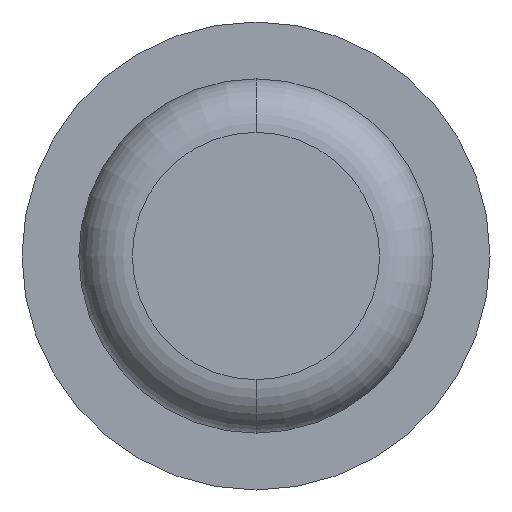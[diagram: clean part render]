
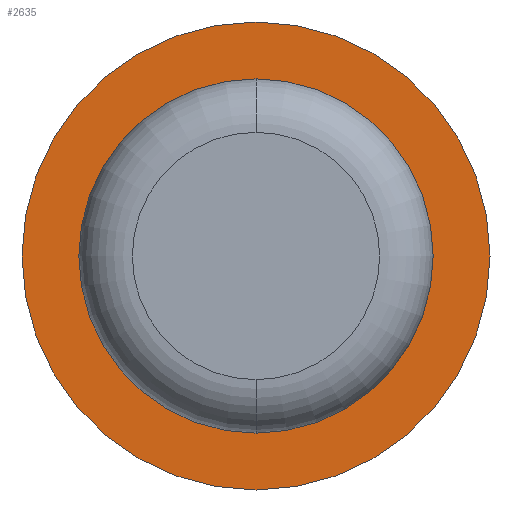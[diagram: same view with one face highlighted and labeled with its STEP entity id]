
A CAD part, front view. The second image highlights one B-rep face of the part: STEP entity #2635.
In plain terms, the highlighted planar face has unit normal (0, -1, 0).
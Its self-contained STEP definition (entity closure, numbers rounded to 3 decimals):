
#108 = DIRECTION ( 'NONE',  ( 0., 0., -1. ) ) ;
#139 = CARTESIAN_POINT ( 'NONE',  ( 0., 7.9, 0. ) ) ;
#213 = CARTESIAN_POINT ( 'NONE',  ( 0., 7.9, 0. ) ) ;
#253 = EDGE_CURVE ( 'Defeature ausgef�hrt1_2+Defeature ausgef�hrt1_3+Defeature ausgef�hrt1_3+Defeature ausgef�hrt1_3', #2474, #2207, #1773, .T. ) ;
#339 = CARTESIAN_POINT ( 'NONE',  ( 0., 7.9, -1.325 ) ) ;
#344 = VERTEX_POINT ( 'NONE', #339 ) ;
#583 = CARTESIAN_POINT ( 'NONE',  ( 0., 7.9, -1.75 ) ) ;
#605 = CIRCLE ( 'NONE', #1026, 1.325 ) ;
#633 = EDGE_CURVE ( 'Defeature ausgef�hrt1_1+Defeature ausgef�hrt1_2+Defeature ausgef�hrt1_2+Defeature ausgef�hrt1_2', #1555, #344, #988, .T. ) ;
#700 = ORIENTED_EDGE ( 'NONE', *, *, #633, .F. ) ;
#801 = DIRECTION ( 'NONE',  ( 0., -1., 0. ) ) ;
#882 = EDGE_CURVE ( 'Defeature ausgef�hrt1_2+Defeature ausgef�hrt1_3+Defeature ausgef�hrt1_3+Defeature ausgef�hrt1_3', #2207, #2474, #1033, .T. ) ;
#899 = AXIS2_PLACEMENT_3D ( 'NONE', #2598, #801, #108 ) ;
#962 = ORIENTED_EDGE ( 'NONE', *, *, #2130, .F. ) ;
#988 = CIRCLE ( 'NONE', #1715, 1.325 ) ;
#1026 = AXIS2_PLACEMENT_3D ( 'NONE', #2717, #2056, #1628 ) ;
#1033 = CIRCLE ( 'NONE', #2002, 1.75 ) ;
#1073 = CARTESIAN_POINT ( 'NONE',  ( 0., 7.9, 1.325 ) ) ;
#1146 = DIRECTION ( 'NONE',  ( 0., 0., -1. ) ) ;
#1228 = DIRECTION ( 'NONE',  ( 0., 0., -1. ) ) ;
#1251 = DIRECTION ( 'NONE',  ( 0., -1., 0. ) ) ;
#1337 = EDGE_LOOP ( 'NONE', ( #1926, #2275 ) ) ;
#1555 = VERTEX_POINT ( 'NONE', #1073 ) ;
#1626 = DIRECTION ( 'NONE',  ( 0., -1., 0. ) ) ;
#1628 = DIRECTION ( 'NONE',  ( 0., 0., -1. ) ) ;
#1715 = AXIS2_PLACEMENT_3D ( 'NONE', #139, #1251, #1228 ) ;
#1773 = CIRCLE ( 'NONE', #899, 1.75 ) ;
#1926 = ORIENTED_EDGE ( 'NONE', *, *, #253, .T. ) ;
#2002 = AXIS2_PLACEMENT_3D ( 'NONE', #213, #2005, #2449 ) ;
#2005 = DIRECTION ( 'NONE',  ( 0., -1., 0. ) ) ;
#2056 = DIRECTION ( 'NONE',  ( 0., -1., 0. ) ) ;
#2109 = FACE_BOUND ( 'NONE', #2274, .T. ) ;
#2130 = EDGE_CURVE ( 'Defeature ausgef�hrt1_1+Defeature ausgef�hrt1_2+Defeature ausgef�hrt1_2+Defeature ausgef�hrt1_2', #344, #1555, #605, .T. ) ;
#2207 = VERTEX_POINT ( 'NONE', #2785 ) ;
#2274 = EDGE_LOOP ( 'NONE', ( #962, #700 ) ) ;
#2275 = ORIENTED_EDGE ( 'NONE', *, *, #882, .T. ) ;
#2287 = PLANE ( 'NONE',  #2524 ) ;
#2449 = DIRECTION ( 'NONE',  ( 0., 0., -1. ) ) ;
#2474 = VERTEX_POINT ( 'NONE', #583 ) ;
#2524 = AXIS2_PLACEMENT_3D ( 'NONE', #2527, #1626, #1146 ) ;
#2527 = CARTESIAN_POINT ( 'NONE',  ( 1.325, 7.9, 0. ) ) ;
#2598 = CARTESIAN_POINT ( 'NONE',  ( 0., 7.9, 0. ) ) ;
#2635 = ADVANCED_FACE ( 'Defeature ausgef�hrt1_2', ( #2721, #2109 ), #2287, .T. ) ;
#2717 = CARTESIAN_POINT ( 'NONE',  ( 0., 7.9, 0. ) ) ;
#2721 = FACE_OUTER_BOUND ( 'NONE', #1337, .T. ) ;
#2785 = CARTESIAN_POINT ( 'NONE',  ( 0., 7.9, 1.75 ) ) ;
